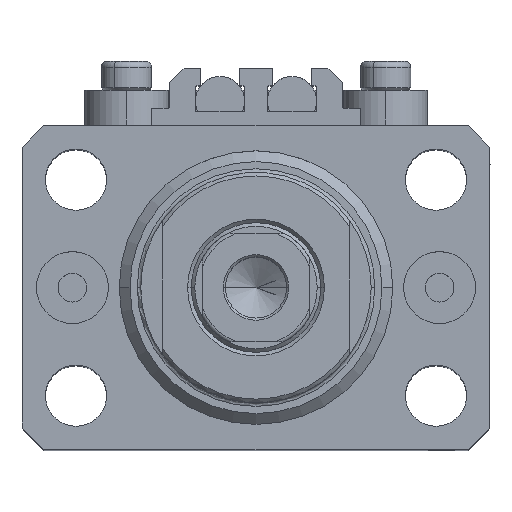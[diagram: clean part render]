
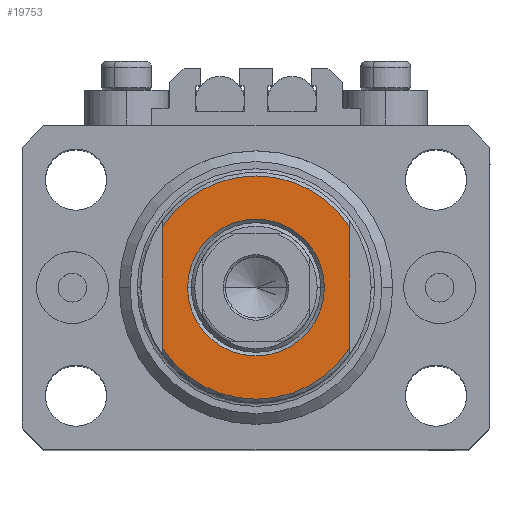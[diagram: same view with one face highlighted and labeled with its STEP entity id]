
A CAD part, top view. The second image highlights one B-rep face of the part: STEP entity #19753.
In plain terms, the highlighted face is planar.
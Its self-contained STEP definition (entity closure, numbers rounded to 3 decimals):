
#763 = AXIS2_PLACEMENT_3D ( 'NONE', #8730, #23546, #24931 ) ;
#1056 = AXIS2_PLACEMENT_3D ( 'NONE', #1307, #41845, #16126 ) ;
#1307 = CARTESIAN_POINT ( 'NONE',  ( 0., 0., -6.5 ) ) ;
#1877 = VERTEX_POINT ( 'NONE', #16524 ) ;
#3487 = EDGE_LOOP ( 'NONE', ( #21119, #35370 ) ) ;
#4603 = CARTESIAN_POINT ( 'NONE',  ( 0., 0., -6.5 ) ) ;
#4644 = CARTESIAN_POINT ( 'NONE',  ( 0., 0., -6.5 ) ) ;
#5565 = VERTEX_POINT ( 'NONE', #37650 ) ;
#5947 = AXIS2_PLACEMENT_3D ( 'NONE', #4644, #11922, #29901 ) ;
#6806 = CARTESIAN_POINT ( 'NONE',  ( 13., -8.441, -6.5 ) ) ;
#6852 = ORIENTED_EDGE ( 'NONE', *, *, #27779, .F. ) ;
#7008 = CARTESIAN_POINT ( 'NONE',  ( -13., -43.081, -6.5 ) ) ;
#8730 = CARTESIAN_POINT ( 'NONE',  ( 0., 0., -6.5 ) ) ;
#10783 = EDGE_LOOP ( 'NONE', ( #31885, #15127, #11467, #6852 ) ) ;
#11423 = VERTEX_POINT ( 'NONE', #6806 ) ;
#11467 = ORIENTED_EDGE ( 'NONE', *, *, #45225, .T. ) ;
#11922 = DIRECTION ( 'NONE',  ( 0., 0., -1. ) ) ;
#13270 = VERTEX_POINT ( 'NONE', #39410 ) ;
#13999 = CARTESIAN_POINT ( 'NONE',  ( -9.5, 0., -6.5 ) ) ;
#15127 = ORIENTED_EDGE ( 'NONE', *, *, #29177, .T. ) ;
#16126 = DIRECTION ( 'NONE',  ( -1., 0., 0. ) ) ;
#16237 = LINE ( 'NONE', #31265, #43327 ) ;
#16524 = CARTESIAN_POINT ( 'NONE',  ( -13., 8.441, -6.5 ) ) ;
#16974 = DIRECTION ( 'NONE',  ( -1., 0., 0. ) ) ;
#17784 = VERTEX_POINT ( 'NONE', #30543 ) ;
#17860 = CIRCLE ( 'NONE', #27932, 9.5 ) ;
#18421 = DIRECTION ( 'NONE',  ( 0., -1., 0. ) ) ;
#19753 = ADVANCED_FACE ( 'NONE', ( #37905, #23594 ), #45194, .T. ) ;
#21119 = ORIENTED_EDGE ( 'NONE', *, *, #23014, .T. ) ;
#22007 = CIRCLE ( 'NONE', #1056, 15.5 ) ;
#22114 = DIRECTION ( 'NONE',  ( 0., 0., 1. ) ) ;
#23014 = EDGE_CURVE ( 'NONE', #39916, #5565, #34922, .T. ) ;
#23156 = VECTOR ( 'NONE', #18421, 1000. ) ;
#23546 = DIRECTION ( 'NONE',  ( 0., 0., 1. ) ) ;
#23594 = FACE_OUTER_BOUND ( 'NONE', #10783, .T. ) ;
#24931 = DIRECTION ( 'NONE',  ( -1., 0., 0. ) ) ;
#27779 = EDGE_CURVE ( 'NONE', #1877, #13270, #44147, .T. ) ;
#27932 = AXIS2_PLACEMENT_3D ( 'NONE', #4603, #22114, #44905 ) ;
#29177 = EDGE_CURVE ( 'NONE', #17784, #11423, #16237, .T. ) ;
#29901 = DIRECTION ( 'NONE',  ( -1., 0., 0. ) ) ;
#30543 = CARTESIAN_POINT ( 'NONE',  ( 13., 8.441, -6.5 ) ) ;
#30999 = AXIS2_PLACEMENT_3D ( 'NONE', #31035, #35414, #16974 ) ;
#31035 = CARTESIAN_POINT ( 'NONE',  ( 0., 0., -6.5 ) ) ;
#31056 = EDGE_CURVE ( 'NONE', #1877, #17784, #38743, .T. ) ;
#31265 = CARTESIAN_POINT ( 'NONE',  ( 13., -43.081, -6.5 ) ) ;
#31885 = ORIENTED_EDGE ( 'NONE', *, *, #31056, .T. ) ;
#33007 = EDGE_CURVE ( 'NONE', #5565, #39916, #17860, .T. ) ;
#34922 = CIRCLE ( 'NONE', #763, 9.5 ) ;
#35370 = ORIENTED_EDGE ( 'NONE', *, *, #33007, .T. ) ;
#35414 = DIRECTION ( 'NONE',  ( 0., 0., -1. ) ) ;
#37650 = CARTESIAN_POINT ( 'NONE',  ( 9.5, 0., -6.5 ) ) ;
#37905 = FACE_BOUND ( 'NONE', #3487, .T. ) ;
#38559 = DIRECTION ( 'NONE',  ( 0., -1., 0. ) ) ;
#38743 = CIRCLE ( 'NONE', #30999, 15.5 ) ;
#39410 = CARTESIAN_POINT ( 'NONE',  ( -13., -8.441, -6.5 ) ) ;
#39916 = VERTEX_POINT ( 'NONE', #13999 ) ;
#41845 = DIRECTION ( 'NONE',  ( 0., 0., -1. ) ) ;
#43327 = VECTOR ( 'NONE', #38559, 1000. ) ;
#44147 = LINE ( 'NONE', #7008, #23156 ) ;
#44905 = DIRECTION ( 'NONE',  ( -1., 0., 0. ) ) ;
#45194 = PLANE ( 'NONE',  #5947 ) ;
#45225 = EDGE_CURVE ( 'NONE', #11423, #13270, #22007, .T. ) ;
